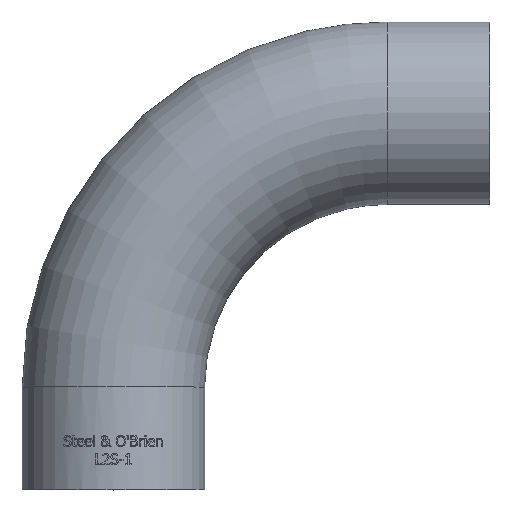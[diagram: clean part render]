
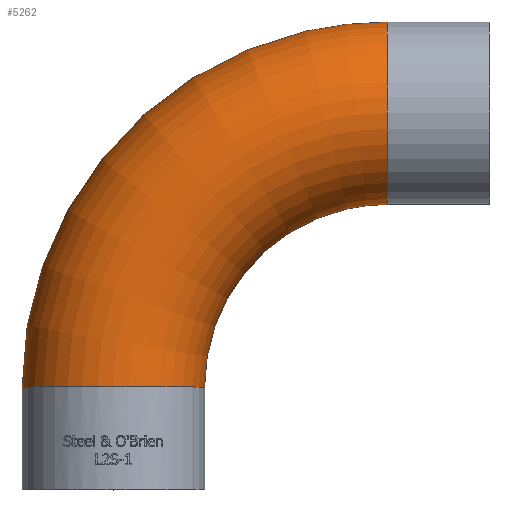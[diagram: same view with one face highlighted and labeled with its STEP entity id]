
A CAD part, top view. The second image highlights one B-rep face of the part: STEP entity #5262.
In plain terms, the highlighted toroidal (fillet/blend) face has major radius 38.1 mm and minor radius 12.7 mm.
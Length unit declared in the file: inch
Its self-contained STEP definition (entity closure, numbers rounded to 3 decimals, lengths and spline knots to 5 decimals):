
#14=TOROIDAL_SURFACE('',#5538,1.5,0.5);
#59=FACE_BOUND('',#934,.T.);
#611=FACE_OUTER_BOUND('',#933,.T.);
#933=EDGE_LOOP('',(#4912));
#934=EDGE_LOOP('',(#4913));
#1343=CIRCLE('',#5523,0.5);
#1349=CIRCLE('',#5537,0.5);
#2579=VERTEX_POINT('',#11820);
#2585=VERTEX_POINT('',#11840);
#3358=EDGE_CURVE('',#2579,#2579,#1343,.T.);
#3364=EDGE_CURVE('',#2585,#2585,#1349,.T.);
#4912=ORIENTED_EDGE('',*,*,#3364,.F.);
#4913=ORIENTED_EDGE('',*,*,#3358,.T.);
#5262=ADVANCED_FACE('',(#611,#59),#14,.T.);
#5523=AXIS2_PLACEMENT_3D('',#11821,#6409,#6410);
#5537=AXIS2_PLACEMENT_3D('',#11841,#6437,#6438);
#5538=AXIS2_PLACEMENT_3D('',#11842,#6439,#6440);
#6409=DIRECTION('center_axis',(0.,1.,0.));
#6410=DIRECTION('ref_axis',(-1.,0.,0.));
#6437=DIRECTION('center_axis',(1.,0.,0.));
#6438=DIRECTION('ref_axis',(0.,1.,0.));
#6439=DIRECTION('center_axis',(0.,0.,-1.));
#6440=DIRECTION('ref_axis',(-1.,0.,0.));
#11820=CARTESIAN_POINT('',(0.5,0.563,0.));
#11821=CARTESIAN_POINT('Origin',(0.,0.563,0.));
#11840=CARTESIAN_POINT('',(1.5,1.563,0.));
#11841=CARTESIAN_POINT('Origin',(1.5,2.063,0.));
#11842=CARTESIAN_POINT('Origin',(1.5,0.563,0.));
